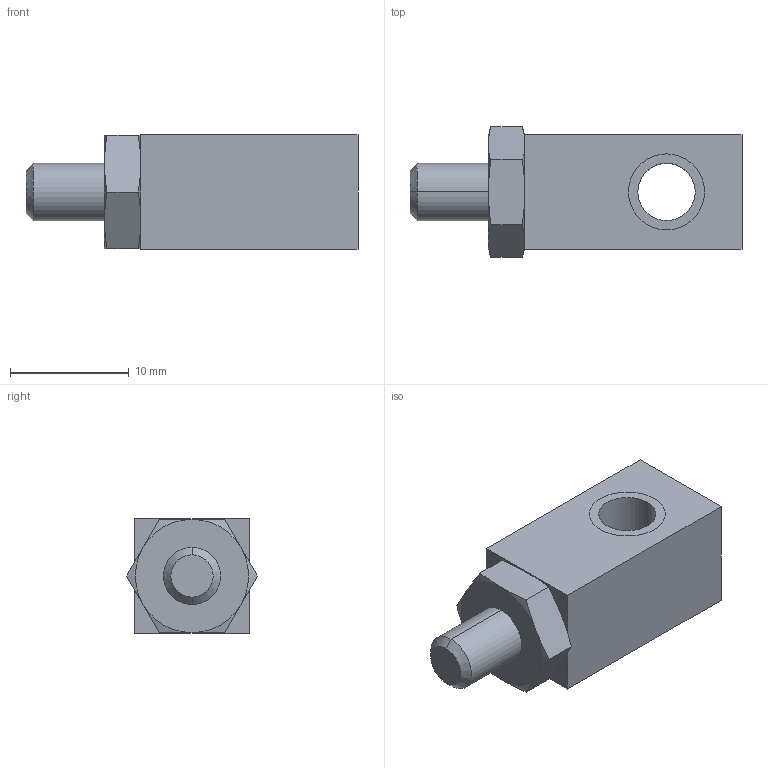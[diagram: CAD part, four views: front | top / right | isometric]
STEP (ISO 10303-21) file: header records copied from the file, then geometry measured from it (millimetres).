
FILE_DESCRIPTION (( 'STEP AP214' ), '1' );
FILE_NAME ('CRP-12.STEP', '2015-02-18T14:10:03', ( '' ), ( '' ), 'SwSTEP 2.0', 'SolidWorks 2014', '' );
FILE_SCHEMA (( 'AUTOMOTIVE_DESIGN' ));
Length unit declared in the file: inch
Products named in the file (4): CRP-12; CRP-12_bracket; CRP-12_bushing; CRP-12_nut
Assembly tree (3 placements, depth 2):
  CRP-12
    CRP-12_bracket
    CRP-12_bushing
    CRP-12_nut
Bounding box: 27.94 x 11 x 9.65 mm (x, y, z)
Volume: 1899.4 mm3; surface area: 1791.8 mm2
Topology: 3 solids, 3 shells, 45 faces, 96 edges, 58 vertices
Faces by surface type: cone 18, plane 17, cylinder 10
Entity records: 1474 total; most frequent: CARTESIAN_POINT 285, DIRECTION 212, ORIENTED_EDGE 192, EDGE_CURVE 96, AXIS2_PLACEMENT_3D 89, VERTEX_POINT 58, EDGE_LOOP 52, ADVANCED_FACE 45
